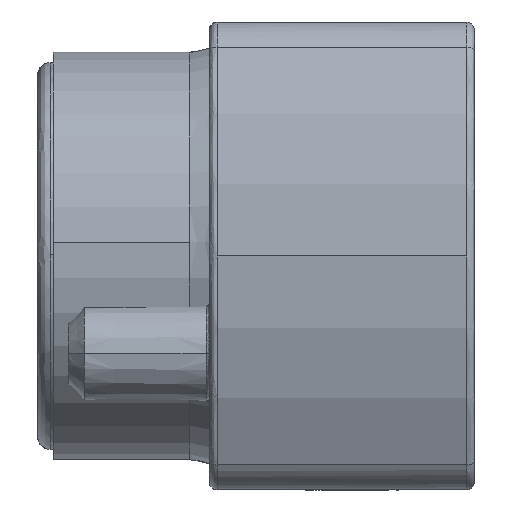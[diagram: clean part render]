
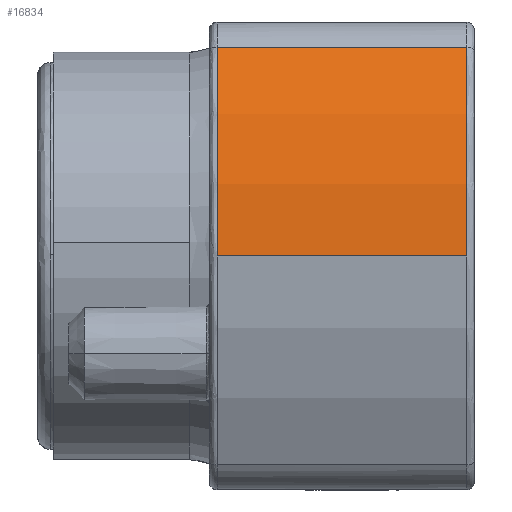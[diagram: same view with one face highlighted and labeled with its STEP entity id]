
A CAD part, left-side view. The second image highlights one B-rep face of the part: STEP entity #16834.
In plain terms, the highlighted cylindrical face has radius 7.367 mm (diameter 14.733 mm), a partial arc.
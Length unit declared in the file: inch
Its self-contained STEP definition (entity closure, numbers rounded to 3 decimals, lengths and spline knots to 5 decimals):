
#1447 = FACE_OUTER_BOUND ( 'NONE', #17113, .T. ) ;
#1448 = CYLINDRICAL_SURFACE ( 'NONE', #4632, 0.29002 ) ;
#3368 = VERTEX_POINT ( 'NONE', #13877 ) ;
#3370 = VERTEX_POINT ( 'NONE', #13878 ) ;
#3376 = VERTEX_POINT ( 'NONE', #13881 ) ;
#3383 = VERTEX_POINT ( 'NONE', #13884 ) ;
#4632 = AXIS2_PLACEMENT_3D ( 'NONE', #24520, #24521, #24489 ) ;
#9609 = CARTESIAN_POINT ( 'NONE',  ( 1.29002, 0.005, 0.15 ) ) ;
#9610 = DIRECTION ( 'NONE',  ( 0., 1., 0. ) ) ;
#9611 = DIRECTION ( 'NONE',  ( -1., 0., 0. ) ) ;
#9613 = CARTESIAN_POINT ( 'NONE',  ( 1.29002, 0.165, 0.15 ) ) ;
#9614 = DIRECTION ( 'NONE',  ( 0., -1., 0. ) ) ;
#9615 = DIRECTION ( 'NONE',  ( -1., 0., 0. ) ) ;
#9961 = CARTESIAN_POINT ( 'NONE',  ( 1.03273, 0.133, 0.28384 ) ) ;
#9966 = DIRECTION ( 'NONE',  ( 0., -1., 0. ) ) ;
#9993 = CARTESIAN_POINT ( 'NONE',  ( 1., 0.133, 0.15 ) ) ;
#9994 = DIRECTION ( 'NONE',  ( 0., -1., 0. ) ) ;
#13877 = CARTESIAN_POINT ( 'NONE',  ( 1.03273, 0.005, 0.28384 ) ) ;
#13878 = CARTESIAN_POINT ( 'NONE',  ( 1., 0.005, 0.15 ) ) ;
#13881 = CARTESIAN_POINT ( 'NONE',  ( 1.03273, 0.165, 0.28384 ) ) ;
#13884 = CARTESIAN_POINT ( 'NONE',  ( 1., 0.165, 0.15 ) ) ;
#14426 = CIRCLE ( 'NONE', #25137, 0.29002 ) ;
#14430 = CIRCLE ( 'NONE', #25139, 0.29002 ) ;
#14499 = LINE ( 'NONE', #9961, #14507 ) ;
#14507 = VECTOR ( 'NONE', #9966, 39.37008 ) ;
#14516 = LINE ( 'NONE', #9993, #14519 ) ;
#14519 = VECTOR ( 'NONE', #9994, 39.37008 ) ;
#14846 = EDGE_CURVE ( 'NONE', #3370, #3368, #14426, .T. ) ;
#14847 = EDGE_CURVE ( 'NONE', #3376, #3383, #14430, .T. ) ;
#14921 = EDGE_CURVE ( 'NONE', #3376, #3368, #14499, .T. ) ;
#14929 = EDGE_CURVE ( 'NONE', #3383, #3370, #14516, .T. ) ;
#15833 = ORIENTED_EDGE ( 'NONE', *, *, #14846, .T. ) ;
#15846 = ORIENTED_EDGE ( 'NONE', *, *, #14921, .F. ) ;
#15877 = ORIENTED_EDGE ( 'NONE', *, *, #14847, .T. ) ;
#15926 = ORIENTED_EDGE ( 'NONE', *, *, #14929, .T. ) ;
#16834 = ADVANCED_FACE ( 'NONE', ( #1447 ), #1448, .T. ) ;
#17113 = EDGE_LOOP ( 'NONE', ( #15877, #15926, #15833, #15846 ) ) ;
#24489 = DIRECTION ( 'NONE',  ( -1., 0., 0. ) ) ;
#24520 = CARTESIAN_POINT ( 'NONE',  ( 1.29002, 0.133, 0.15 ) ) ;
#24521 = DIRECTION ( 'NONE',  ( 0., -1., 0. ) ) ;
#25137 = AXIS2_PLACEMENT_3D ( 'NONE', #9609, #9610, #9611 ) ;
#25139 = AXIS2_PLACEMENT_3D ( 'NONE', #9613, #9614, #9615 ) ;
